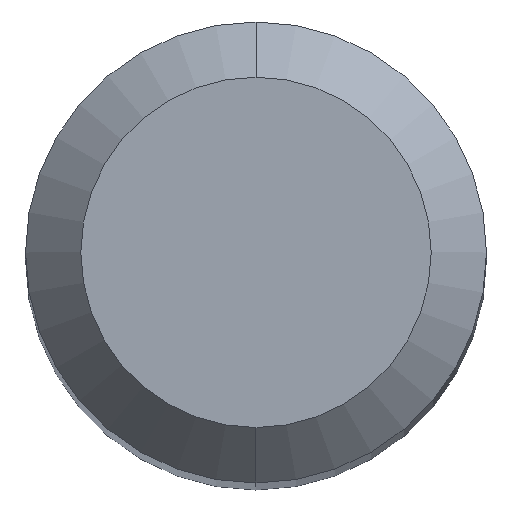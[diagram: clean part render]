
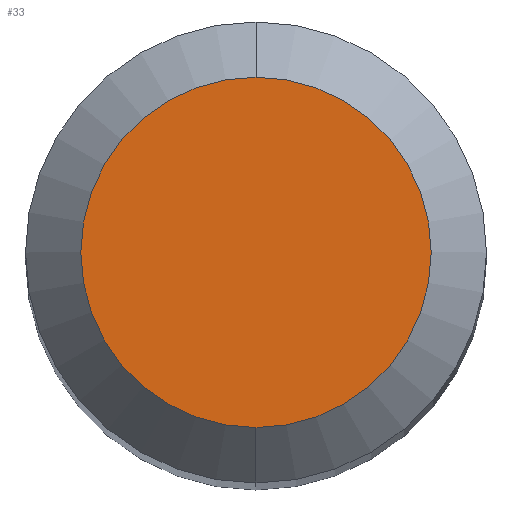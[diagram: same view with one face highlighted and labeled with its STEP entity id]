
A CAD part, top view. The second image highlights one B-rep face of the part: STEP entity #33.
In plain terms, the highlighted planar face has unit normal (0, 0, 1).
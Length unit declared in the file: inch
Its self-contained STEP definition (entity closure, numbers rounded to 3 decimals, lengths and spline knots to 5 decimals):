
#32 = CARTESIAN_POINT ( 'NONE',  ( 0., 0.0475, 0. ) ) ;
#33 = ADVANCED_FACE ( 'NONE', ( #326 ), #418, .F. ) ;
#41 = CARTESIAN_POINT ( 'NONE',  ( 0., -0.0475, 0. ) ) ;
#60 = ORIENTED_EDGE ( 'NONE', *, *, #349, .T. ) ;
#69 = DIRECTION ( 'NONE',  ( 0., -1., 0. ) ) ;
#79 = CARTESIAN_POINT ( 'NONE',  ( 0., 0.0475, 0. ) ) ;
#86 = DIRECTION ( 'NONE',  ( 0., -1., 0. ) ) ;
#139 = VERTEX_POINT ( 'NONE', #41 ) ;
#153 = DIRECTION ( 'NONE',  ( 0., 0., 1. ) ) ;
#163 = CARTESIAN_POINT ( 'NONE',  ( 0., 0., 0. ) ) ;
#173 = ORIENTED_EDGE ( 'NONE', *, *, #206, .T. ) ;
#196 = CIRCLE ( 'NONE', #353, 0.0475 ) ;
#206 = EDGE_CURVE ( 'NONE', #139, #360, #511, .T. ) ;
#253 = DIRECTION ( 'NONE',  ( 0., 1., 0. ) ) ;
#260 = AXIS2_PLACEMENT_3D ( 'NONE', #79, #339, #253 ) ;
#326 = FACE_OUTER_BOUND ( 'NONE', #527, .T. ) ;
#339 = DIRECTION ( 'NONE',  ( 0., 0., -1. ) ) ;
#349 = EDGE_CURVE ( 'NONE', #360, #139, #196, .T. ) ;
#353 = AXIS2_PLACEMENT_3D ( 'NONE', #374, #153, #69 ) ;
#360 = VERTEX_POINT ( 'NONE', #32 ) ;
#374 = CARTESIAN_POINT ( 'NONE',  ( 0., 0., 0. ) ) ;
#418 = PLANE ( 'NONE',  #260 ) ;
#457 = AXIS2_PLACEMENT_3D ( 'NONE', #163, #517, #86 ) ;
#511 = CIRCLE ( 'NONE', #457, 0.0475 ) ;
#517 = DIRECTION ( 'NONE',  ( 0., 0., 1. ) ) ;
#527 = EDGE_LOOP ( 'NONE', ( #60, #173 ) ) ;
